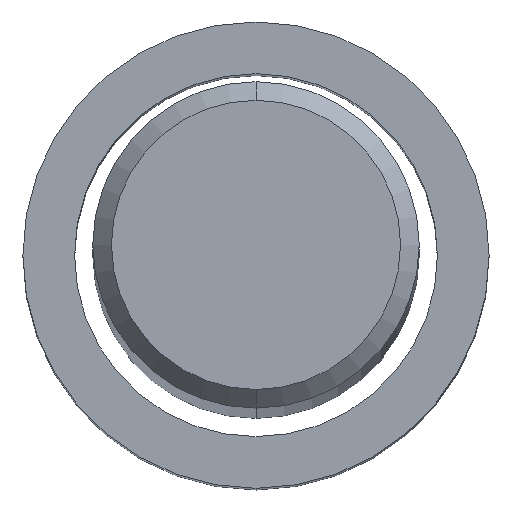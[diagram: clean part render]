
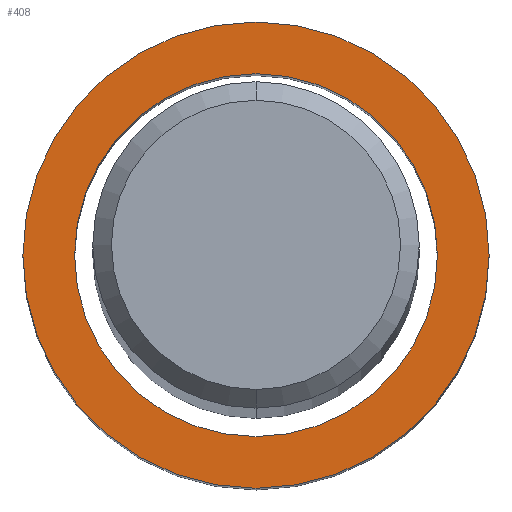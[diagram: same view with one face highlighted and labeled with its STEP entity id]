
A CAD part, top view. The second image highlights one B-rep face of the part: STEP entity #408.
In plain terms, the highlighted planar face has unit normal (0, 0, 1).
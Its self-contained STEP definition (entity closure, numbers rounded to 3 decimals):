
#220=EDGE_CURVE('',#264,#374,#521,.T.);
#264=VERTEX_POINT('',#570);
#274=EDGE_CURVE('',#432,#342,#582,.T.);
#328=EDGE_CURVE('',#374,#264,#639,.T.);
#342=VERTEX_POINT('',#655);
#348=EDGE_CURVE('',#342,#432,#661,.T.);
#374=VERTEX_POINT('',#689);
#408=ADVANCED_FACE('',(#726,#727),#728,.T.);
#432=VERTEX_POINT('',#756);
#521=CIRCLE('',#904,5.0);
#570=CARTESIAN_POINT('',(0.,-5.0,-126.0));
#582=CIRCLE('',#1023,3.891);
#639=CIRCLE('',#1165,5.0);
#655=CARTESIAN_POINT('',(0.,-3.891,-126.0));
#661=CIRCLE('',#1193,3.891);
#689=CARTESIAN_POINT('',(0.0,5.0,-126.0));
#726=FACE_OUTER_BOUND('',#1313,.T.);
#727=FACE_BOUND('',#1314,.T.);
#728=PLANE('',#1315);
#756=CARTESIAN_POINT('',(0.0,3.891,-126.0));
#904=AXIS2_PLACEMENT_3D('',#1446,#1447,#1448);
#1023=AXIS2_PLACEMENT_3D('',#1523,#1524,#1525);
#1165=AXIS2_PLACEMENT_3D('',#1579,#1580,#1581);
#1193=AXIS2_PLACEMENT_3D('',#1608,#1609,#1610);
#1313=EDGE_LOOP('',(#1674,#1675));
#1314=EDGE_LOOP('',(#1676,#1677));
#1315=AXIS2_PLACEMENT_3D('',#1678,#1679,#1680);
#1446=CARTESIAN_POINT('',(0.0,0.0,-126.0));
#1447=DIRECTION('',(0.0,0.0,-1.0));
#1448=DIRECTION('',(0.0,1.0,0.0));
#1523=CARTESIAN_POINT('',(0.0,0.0,-126.0));
#1524=DIRECTION('',(0.0,0.0,-1.0));
#1525=DIRECTION('',(0.0,1.0,0.0));
#1579=CARTESIAN_POINT('',(0.0,0.0,-126.0));
#1580=DIRECTION('',(0.0,0.0,-1.0));
#1581=DIRECTION('',(0.0,1.0,0.0));
#1608=CARTESIAN_POINT('',(0.0,0.0,-126.0));
#1609=DIRECTION('',(0.0,0.0,-1.0));
#1610=DIRECTION('',(0.0,1.0,0.0));
#1674=ORIENTED_EDGE('',*,*,#328,.F.);
#1675=ORIENTED_EDGE('',*,*,#220,.F.);
#1676=ORIENTED_EDGE('',*,*,#274,.T.);
#1677=ORIENTED_EDGE('',*,*,#348,.T.);
#1678=CARTESIAN_POINT('',(0.0,4.446,-126.0));
#1679=DIRECTION('',(-0.0,0.0,1.0));
#1680=DIRECTION('',(0.0,-1.0,0.0));
